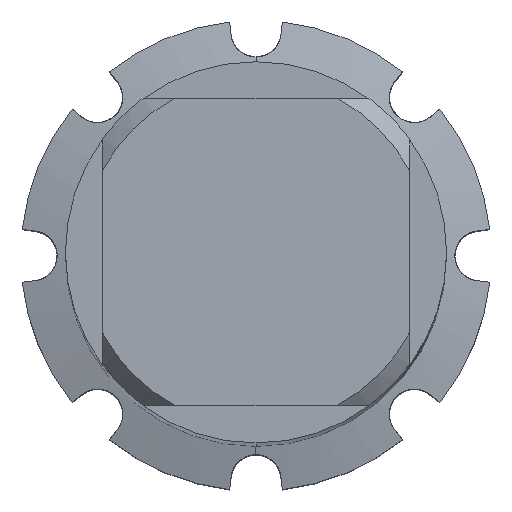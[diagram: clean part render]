
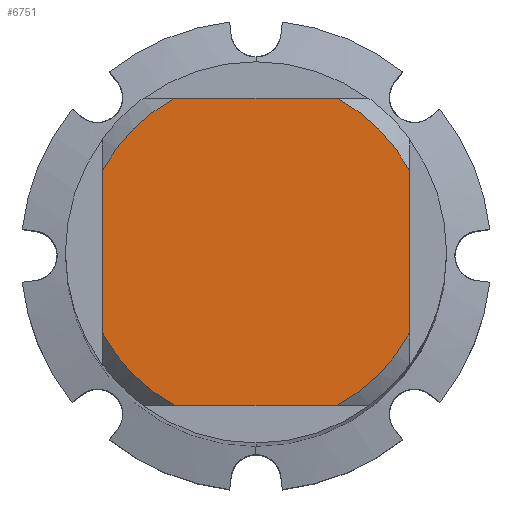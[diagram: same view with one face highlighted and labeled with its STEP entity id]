
A CAD part, top view. The second image highlights one B-rep face of the part: STEP entity #6751.
In plain terms, the highlighted planar face has unit normal (0, 0, 1).
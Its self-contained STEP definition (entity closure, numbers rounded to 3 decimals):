
#3143=VERTEX_POINT('',#8890);
#3315=EDGE_CURVE('',#4447,#8173,#9075,.T.);
#3649=VERTEX_POINT('',#9441);
#3903=VERTEX_POINT('',#9719);
#4447=VERTEX_POINT('',#10313);
#4721=EDGE_CURVE('',#4447,#3143,#10610,.T.);
#4923=EDGE_CURVE('',#5023,#6297,#10829,.T.);
#5023=VERTEX_POINT('',#10935);
#5077=VERTEX_POINT('',#10996);
#5081=EDGE_CURVE('',#3903,#3143,#11001,.T.);
#5753=EDGE_CURVE('',#5077,#3649,#11728,.T.);
#6297=VERTEX_POINT('',#12307);
#6751=ADVANCED_FACE('',(#12794),#12795,.T.);
#6837=EDGE_CURVE('',#5077,#6297,#12885,.T.);
#7065=EDGE_CURVE('',#3903,#3649,#13139,.T.);
#7551=EDGE_CURVE('',#5023,#8173,#13675,.T.);
#8173=VERTEX_POINT('',#14346);
#8890=CARTESIAN_POINT('',(-3.831,7.25,0.0));
#9075=LINE('',#15651,#15652);
#9441=CARTESIAN_POINT('',(7.25,3.831,0.0));
#9719=CARTESIAN_POINT('',(3.831,7.25,0.0));
#10313=CARTESIAN_POINT('',(-7.25,3.831,0.0));
#10610=CIRCLE('',#18358,8.2);
#10829=LINE('',#18740,#18741);
#10935=CARTESIAN_POINT('',(-3.831,-7.25,0.0));
#10996=CARTESIAN_POINT('',(7.25,-3.831,0.0));
#11001=LINE('',#19014,#19015);
#11728=LINE('',#20324,#20325);
#12307=CARTESIAN_POINT('',(3.831,-7.25,0.0));
#12794=FACE_OUTER_BOUND('',#22127,.T.);
#12795=PLANE('',#22128);
#12885=CIRCLE('',#22292,8.2);
#13139=CIRCLE('',#22762,8.2);
#13675=CIRCLE('',#23682,8.2);
#14346=CARTESIAN_POINT('',(-7.25,-3.831,0.0));
#15651=CARTESIAN_POINT('',(-7.25,2.05,0.0));
#15652=VECTOR('',#26111,1.0);
#18358=AXIS2_PLACEMENT_3D('',#27786,#27787,#27788);
#18740=CARTESIAN_POINT('',(0.0,-7.25,0.0));
#18741=VECTOR('',#28006,1.0);
#19014=CARTESIAN_POINT('',(0.0,7.25,0.0));
#19015=VECTOR('',#28166,1.0);
#20324=CARTESIAN_POINT('',(7.25,2.05,0.0));
#20325=VECTOR('',#28941,1.0);
#22127=EDGE_LOOP('',(#29918,#29919,#29920,#29921,#29922,#29923,#29924,#29925));
#22128=AXIS2_PLACEMENT_3D('',#29926,#29927,#29928);
#22292=AXIS2_PLACEMENT_3D('',#29988,#29989,#29990);
#22762=AXIS2_PLACEMENT_3D('',#30357,#30358,#30359);
#23682=AXIS2_PLACEMENT_3D('',#31046,#31047,#31048);
#26111=DIRECTION('',(-0.0,-1.0,0.0));
#27786=CARTESIAN_POINT('',(0.0,0.0,0.0));
#27787=DIRECTION('',(0.0,0.0,-1.0));
#27788=DIRECTION('',(0.0,1.0,0.0));
#28006=DIRECTION('',(1.0,0.0,0.0));
#28166=DIRECTION('',(-1.0,0.0,0.0));
#28941=DIRECTION('',(-0.0,1.0,0.0));
#29918=ORIENTED_EDGE('',*,*,#3315,.T.);
#29919=ORIENTED_EDGE('',*,*,#7551,.F.);
#29920=ORIENTED_EDGE('',*,*,#4923,.T.);
#29921=ORIENTED_EDGE('',*,*,#6837,.F.);
#29922=ORIENTED_EDGE('',*,*,#5753,.T.);
#29923=ORIENTED_EDGE('',*,*,#7065,.F.);
#29924=ORIENTED_EDGE('',*,*,#5081,.T.);
#29925=ORIENTED_EDGE('',*,*,#4721,.F.);
#29926=CARTESIAN_POINT('',(0.0,4.1,0.0));
#29927=DIRECTION('',(-0.0,0.0,1.0));
#29928=DIRECTION('',(0.0,-1.0,0.0));
#29988=CARTESIAN_POINT('',(0.0,0.0,0.0));
#29989=DIRECTION('',(0.0,0.0,-1.0));
#29990=DIRECTION('',(0.0,1.0,0.0));
#30357=CARTESIAN_POINT('',(0.0,0.0,0.0));
#30358=DIRECTION('',(0.0,0.0,-1.0));
#30359=DIRECTION('',(0.0,1.0,0.0));
#31046=CARTESIAN_POINT('',(0.0,0.0,0.0));
#31047=DIRECTION('',(0.0,0.0,-1.0));
#31048=DIRECTION('',(0.0,1.0,0.0));
